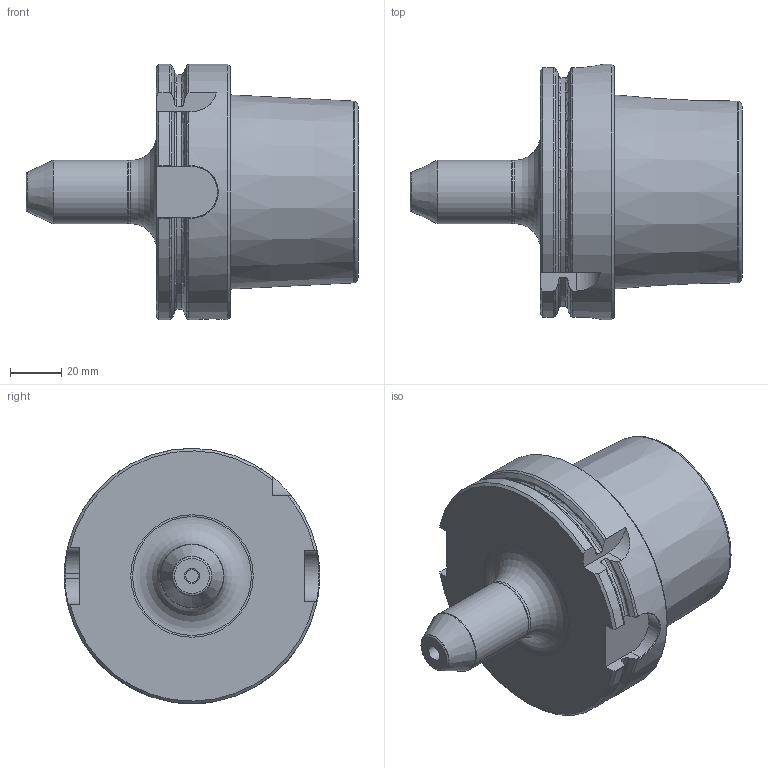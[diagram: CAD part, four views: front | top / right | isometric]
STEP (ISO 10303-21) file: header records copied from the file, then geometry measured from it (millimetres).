
FILE_DESCRIPTION(/* description */ (''),/* implementation_level */ '2;1');
FILE_NAME(/* name */ 'AHSKA100-EM-06-080.stp',/* time_stamp */ '2024-12-16T17:30:40+03:00',/* author */ (''),/* organization */ (''),/* preprocessor_version */ 'ST-DEVELOPER v19.4',/* originating_system */ 'SIEMENS PLM Software NX2306.3001',/* authorisation */ '');
FILE_SCHEMA (('AUTOMOTIVE_DESIGN { 1 0 10303 214 3 1 1 1 }'));
Length unit declared in the file: millimetre
Products named in the file (1): AHSKA100-EM-06-080-light_objects
Bounding box: 130 x 100 x 100 mm (x, y, z)
Volume: 452746.5 mm3; surface area: 40931.4 mm2
Topology: 1 solids, 1 shells, 88 faces, 227 edges, 144 vertices
Faces by surface type: plane 29, cone 22, torus 18, cylinder 16, bspline 3
Full cylindrical faces by diameter (mm): 6 x1, 6.5 x1, 10 x1, 24.8 x1, 25 x1, 100 x1
Entity records: 3068 total; most frequent: CARTESIAN_POINT 1107, ORIENTED_EDGE 392, DIRECTION 371, EDGE_CURVE 196, AXIS2_PLACEMENT_3D 156, VERTEX_POINT 139, EDGE_LOOP 116, ADVANCED_FACE 88
